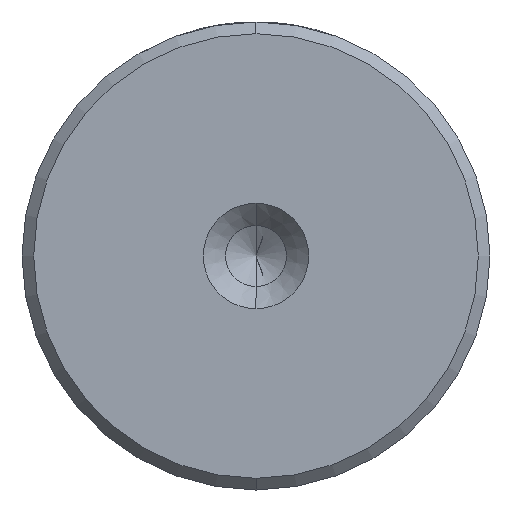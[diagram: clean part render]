
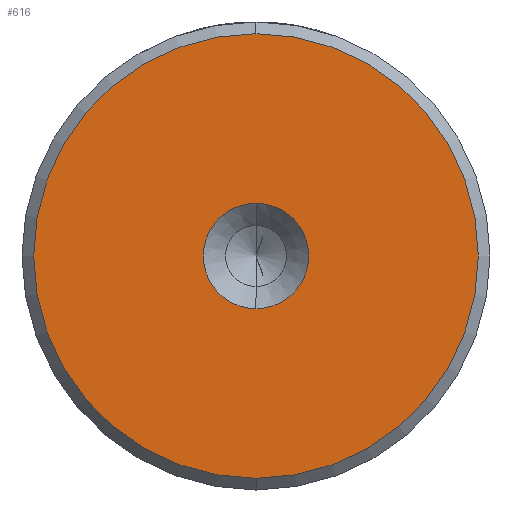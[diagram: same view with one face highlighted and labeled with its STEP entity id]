
A CAD part, left-side view. The second image highlights one B-rep face of the part: STEP entity #616.
In plain terms, the highlighted planar face has unit normal (-1, 0, 0).
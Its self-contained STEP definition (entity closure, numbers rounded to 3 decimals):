
#36 = AXIS2_PLACEMENT_3D ( 'NONE', #138, #1726, #370 ) ;
#138 = CARTESIAN_POINT ( 'NONE',  ( 0., 0., 0. ) ) ;
#149 = EDGE_LOOP ( 'NONE', ( #1076, #1956 ) ) ;
#286 = AXIS2_PLACEMENT_3D ( 'NONE', #707, #2307, #924 ) ;
#295 = CARTESIAN_POINT ( 'NONE',  ( 0., 0., 0. ) ) ;
#300 = AXIS2_PLACEMENT_3D ( 'NONE', #2279, #463, #2602 ) ;
#335 = AXIS2_PLACEMENT_3D ( 'NONE', #295, #1886, #517 ) ;
#370 = DIRECTION ( 'NONE',  ( 0., 0., 1. ) ) ;
#407 = DIRECTION ( 'NONE',  ( 0., 0., 1. ) ) ;
#463 = DIRECTION ( 'NONE',  ( -1., 0., 0. ) ) ;
#517 = DIRECTION ( 'NONE',  ( 0., 0., 1. ) ) ;
#616 = ADVANCED_FACE ( 'NONE', ( #1224, #2365 ), #1759, .T. ) ;
#629 = DIRECTION ( 'NONE',  ( -1., 0., 0. ) ) ;
#669 = EDGE_CURVE ( 'NONE', #1892, #1346, #925, .T. ) ;
#707 = CARTESIAN_POINT ( 'NONE',  ( 0., 0., 0. ) ) ;
#815 = ORIENTED_EDGE ( 'NONE', *, *, #2481, .T. ) ;
#863 = ORIENTED_EDGE ( 'NONE', *, *, #669, .T. ) ;
#924 = DIRECTION ( 'NONE',  ( 0., 0., 1. ) ) ;
#925 = CIRCLE ( 'NONE', #300, 9.5 ) ;
#1076 = ORIENTED_EDGE ( 'NONE', *, *, #2740, .F. ) ;
#1086 = VERTEX_POINT ( 'NONE', #2298 ) ;
#1157 = EDGE_CURVE ( 'NONE', #1165, #1086, #2615, .T. ) ;
#1165 = VERTEX_POINT ( 'NONE', #1179 ) ;
#1179 = CARTESIAN_POINT ( 'NONE',  ( 0., 0., -2.25 ) ) ;
#1224 = FACE_OUTER_BOUND ( 'NONE', #2106, .T. ) ;
#1346 = VERTEX_POINT ( 'NONE', #1790 ) ;
#1671 = CIRCLE ( 'NONE', #286, 2.25 ) ;
#1726 = DIRECTION ( 'NONE',  ( -1., 0., 0. ) ) ;
#1759 = PLANE ( 'NONE',  #2482 ) ;
#1790 = CARTESIAN_POINT ( 'NONE',  ( 0., 0., 9.5 ) ) ;
#1886 = DIRECTION ( 'NONE',  ( -1., 0., 0. ) ) ;
#1892 = VERTEX_POINT ( 'NONE', #2652 ) ;
#1956 = ORIENTED_EDGE ( 'NONE', *, *, #1157, .F. ) ;
#2103 = CIRCLE ( 'NONE', #36, 9.5 ) ;
#2106 = EDGE_LOOP ( 'NONE', ( #863, #815 ) ) ;
#2221 = CARTESIAN_POINT ( 'NONE',  ( 0., 0., 0. ) ) ;
#2279 = CARTESIAN_POINT ( 'NONE',  ( 0., 0., 0. ) ) ;
#2298 = CARTESIAN_POINT ( 'NONE',  ( 0., 0., 2.25 ) ) ;
#2307 = DIRECTION ( 'NONE',  ( -1., 0., 0. ) ) ;
#2365 = FACE_BOUND ( 'NONE', #149, .T. ) ;
#2481 = EDGE_CURVE ( 'NONE', #1346, #1892, #2103, .T. ) ;
#2482 = AXIS2_PLACEMENT_3D ( 'NONE', #2221, #629, #407 ) ;
#2602 = DIRECTION ( 'NONE',  ( 0., 0., 1. ) ) ;
#2615 = CIRCLE ( 'NONE', #335, 2.25 ) ;
#2652 = CARTESIAN_POINT ( 'NONE',  ( 0., 0., -9.5 ) ) ;
#2740 = EDGE_CURVE ( 'NONE', #1086, #1165, #1671, .T. ) ;
